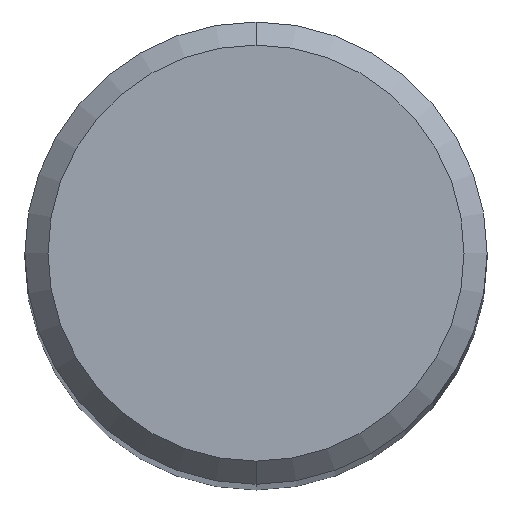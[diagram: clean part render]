
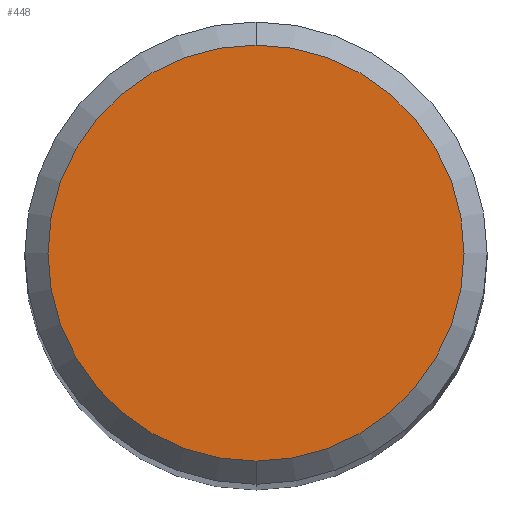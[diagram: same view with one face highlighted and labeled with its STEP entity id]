
A CAD part, top view. The second image highlights one B-rep face of the part: STEP entity #448.
In plain terms, the highlighted planar face has unit normal (0, 0, 1).
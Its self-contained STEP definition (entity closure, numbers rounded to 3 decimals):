
#230=EDGE_CURVE('',#402,#316,#538,.T.);
#316=VERTEX_POINT('',#632);
#330=EDGE_CURVE('',#316,#402,#649,.T.);
#402=VERTEX_POINT('',#727);
#448=ADVANCED_FACE('',(#777),#778,.T.);
#538=CIRCLE('',#929,3.6);
#632=CARTESIAN_POINT('',(0.0,3.6,0.0));
#649=CIRCLE('',#1141,3.6);
#727=CARTESIAN_POINT('',(0.,-3.6,0.0));
#777=FACE_OUTER_BOUND('',#1420,.T.);
#778=PLANE('',#1421);
#929=AXIS2_PLACEMENT_3D('',#1509,#1510,#1511);
#1141=AXIS2_PLACEMENT_3D('',#1629,#1630,#1631);
#1420=EDGE_LOOP('',(#1755,#1756));
#1421=AXIS2_PLACEMENT_3D('',#1757,#1758,#1759);
#1509=CARTESIAN_POINT('',(0.0,0.0,0.0));
#1510=DIRECTION('',(0.0,0.0,-1.0));
#1511=DIRECTION('',(0.0,1.0,0.0));
#1629=CARTESIAN_POINT('',(0.0,0.0,0.0));
#1630=DIRECTION('',(0.0,0.0,-1.0));
#1631=DIRECTION('',(0.0,1.0,0.0));
#1755=ORIENTED_EDGE('',*,*,#330,.F.);
#1756=ORIENTED_EDGE('',*,*,#230,.F.);
#1757=CARTESIAN_POINT('',(0.0,1.8,0.0));
#1758=DIRECTION('',(-0.0,0.0,1.0));
#1759=DIRECTION('',(0.0,-1.0,0.0));
